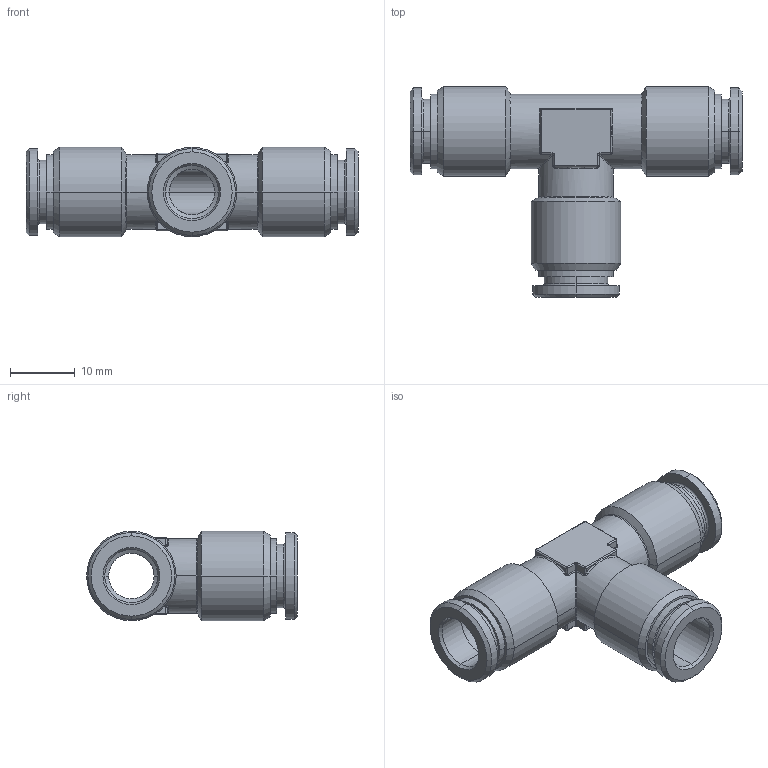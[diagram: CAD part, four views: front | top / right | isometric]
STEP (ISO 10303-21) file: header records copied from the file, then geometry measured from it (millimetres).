
FILE_DESCRIPTION((''),'2;1');
FILE_NAME('347412B_954M-8','2012-05-03T',('avs326'),(''),'PRO/ENGINEER BY PARAMETRIC TECHNOLOGY CORPORATION, 2011490','PRO/ENGINEER BY PARAMETRIC TECHNOLOGY CORPORATION, 2011490','');
FILE_SCHEMA(('CONFIG_CONTROL_DESIGN'));
Length unit declared in the file: millimetre
Products named in the file (1): 347412B_954M-8
Bounding box: 51.2 x 32.5 x 13.8 mm (x, y, z)
Volume: 5455.9 mm3; surface area: 5662.3 mm2
Topology: 1 solids, 1 shells, 242 faces, 524 edges, 298 vertices
Faces by surface type: cylinder 86, plane 42, cone 42, torus 34, bspline 22, sphere 16
Entity records: 7769 total; most frequent: CARTESIAN_POINT 2443, DIRECTION 1208, ORIENTED_EDGE 1048, EDGE_CURVE 524, AXIS2_PLACEMENT_3D 512, VERTEX_POINT 298, CIRCLE 292, EDGE_LOOP 260
